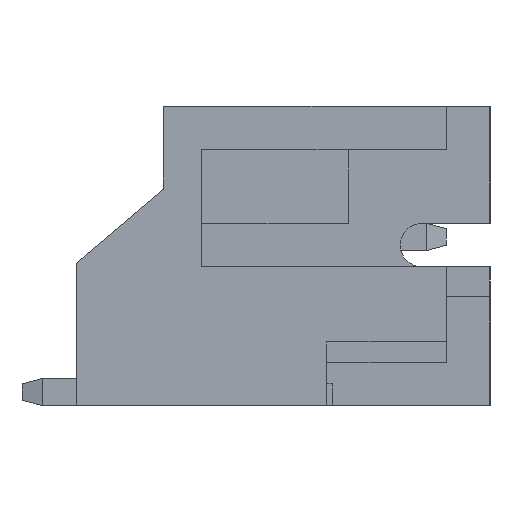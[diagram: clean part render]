
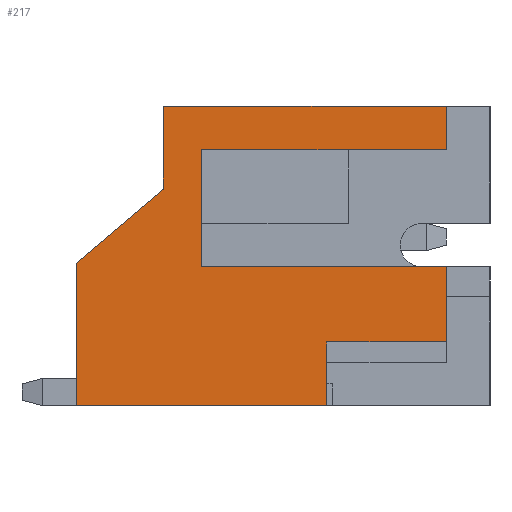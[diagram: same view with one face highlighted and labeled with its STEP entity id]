
A CAD part, left-side view. The second image highlights one B-rep face of the part: STEP entity #217.
In plain terms, the highlighted planar face has unit normal (-1, 0, 0).
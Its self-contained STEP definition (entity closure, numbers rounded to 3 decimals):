
#217=ADVANCED_FACE('',(#4883),#4885,.T.);
#4883=FACE_BOUND('',#4884,.T.);
#4884=EDGE_LOOP('',(#8677,#8678,#8679,#8680,#8681,#8682,#8683,#8684,#8685,#8686,
#8687,#8688));
#4885=PLANE('',#4886);
#4886=AXIS2_PLACEMENT_3D('',#4887,#4888,#4889);
#4887=CARTESIAN_POINT('',(-2.95,0.,0.));
#4888=DIRECTION('',(-1.,0.,0.));
#4889=DIRECTION('',(0.,0.,1.));
#8677=ORIENTED_EDGE('',*,*,#11306,.T.);
#8678=ORIENTED_EDGE('',*,*,#11307,.T.);
#8679=ORIENTED_EDGE('',*,*,#11163,.T.);
#8680=ORIENTED_EDGE('',*,*,#11272,.T.);
#8681=ORIENTED_EDGE('',*,*,#11308,.T.);
#8682=ORIENTED_EDGE('',*,*,#11309,.T.);
#8683=ORIENTED_EDGE('',*,*,#11310,.T.);
#8684=ORIENTED_EDGE('',*,*,#11311,.T.);
#8685=ORIENTED_EDGE('',*,*,#11312,.T.);
#8686=ORIENTED_EDGE('',*,*,#11313,.T.);
#8687=ORIENTED_EDGE('',*,*,#11314,.T.);
#8688=ORIENTED_EDGE('',*,*,#11315,.T.);
#11163=EDGE_CURVE('',#12512,#12510,#12513,.T.);
#11272=EDGE_CURVE('',#12510,#12718,#12720,.T.);
#11306=EDGE_CURVE('',#12778,#12779,#12780,.F.);
#11307=EDGE_CURVE('',#12779,#12512,#12781,.F.);
#11308=EDGE_CURVE('',#12718,#12782,#12783,.T.);
#11309=EDGE_CURVE('',#12782,#12784,#12785,.T.);
#11310=EDGE_CURVE('',#12784,#12786,#12787,.T.);
#11311=EDGE_CURVE('',#12786,#12788,#12789,.F.);
#11312=EDGE_CURVE('',#12788,#12790,#12791,.F.);
#11313=EDGE_CURVE('',#12790,#12792,#12793,.F.);
#11314=EDGE_CURVE('',#12792,#12794,#12795,.F.);
#11315=EDGE_CURVE('',#12794,#12778,#12796,.F.);
#12510=VERTEX_POINT('',#14712);
#12512=VERTEX_POINT('',#14716);
#12513=LINE('',#14717,#14718);
#12718=VERTEX_POINT('',#15139);
#12720=LINE('',#15143,#15144);
#12778=VERTEX_POINT('',#15271);
#12779=VERTEX_POINT('',#15272);
#12780=LINE('',#15273,#15274);
#12781=LINE('',#15276,#15277);
#12782=VERTEX_POINT('',#15279);
#12783=LINE('',#15280,#15281);
#12784=VERTEX_POINT('',#15283);
#12785=LINE('',#15284,#15285);
#12786=VERTEX_POINT('',#15287);
#12787=LINE('',#15288,#15289);
#12788=VERTEX_POINT('',#15291);
#12789=LINE('',#15292,#15293);
#12790=VERTEX_POINT('',#15295);
#12791=LINE('',#15296,#15297);
#12792=VERTEX_POINT('',#15299);
#12793=LINE('',#15300,#15301);
#12794=VERTEX_POINT('',#15303);
#12795=LINE('',#15304,#15305);
#12796=LINE('',#15307,#15308);
#14712=CARTESIAN_POINT('',(-2.95,0.,5.5));
#14716=CARTESIAN_POINT('',(-2.95,-5.2,5.5));
#14717=CARTESIAN_POINT('',(-2.95,-5.2,5.5));
#14718=VECTOR('',#14719,1.);
#14719=DIRECTION('',(0.,1.,0.));
#15139=CARTESIAN_POINT('',(-2.95,0.,3.979));
#15143=CARTESIAN_POINT('',(-2.95,0.,5.5));
#15144=VECTOR('',#15145,1.);
#15145=DIRECTION('',(0.,0.,-1.));
#15271=CARTESIAN_POINT('',(-2.95,-0.7,4.7));
#15272=CARTESIAN_POINT('',(-2.95,-5.2,4.7));
#15273=CARTESIAN_POINT('',(-2.95,-5.2,4.7));
#15274=VECTOR('',#15275,1.);
#15275=DIRECTION('',(0.,1.,0.));
#15276=CARTESIAN_POINT('',(-2.95,-5.2,5.5));
#15277=VECTOR('',#15278,1.);
#15278=DIRECTION('',(0.,0.,-1.));
#15279=CARTESIAN_POINT('',(-2.95,1.6,2.618));
#15280=CARTESIAN_POINT('',(-2.95,0.,3.979));
#15281=VECTOR('',#15282,1.);
#15282=DIRECTION('',(0.,0.762,-0.648));
#15283=CARTESIAN_POINT('',(-2.95,1.6,0.));
#15284=CARTESIAN_POINT('',(-2.95,1.6,2.618));
#15285=VECTOR('',#15286,1.);
#15286=DIRECTION('',(0.,0.,-1.));
#15287=CARTESIAN_POINT('',(-2.95,-3.,0.));
#15288=CARTESIAN_POINT('',(-2.95,1.6,0.));
#15289=VECTOR('',#15290,1.);
#15290=DIRECTION('',(0.,-1.,0.));
#15291=CARTESIAN_POINT('',(-2.95,-3.,1.17));
#15292=CARTESIAN_POINT('',(-2.95,-3.,1.17));
#15293=VECTOR('',#15294,1.);
#15294=DIRECTION('',(0.,0.,-1.));
#15295=CARTESIAN_POINT('',(-2.95,-5.2,1.17));
#15296=CARTESIAN_POINT('',(-2.95,-5.2,1.17));
#15297=VECTOR('',#15298,1.);
#15298=DIRECTION('',(0.,1.,0.));
#15299=CARTESIAN_POINT('',(-2.95,-5.2,2.55));
#15300=CARTESIAN_POINT('',(-2.95,-5.2,2.55));
#15301=VECTOR('',#15302,1.);
#15302=DIRECTION('',(0.,0.,-1.));
#15303=CARTESIAN_POINT('',(-2.95,-0.7,2.55));
#15304=CARTESIAN_POINT('',(-2.95,-0.7,2.55));
#15305=VECTOR('',#15306,1.);
#15306=DIRECTION('',(0.,-1.,0.));
#15307=CARTESIAN_POINT('',(-2.95,-0.7,4.7));
#15308=VECTOR('',#15309,1.);
#15309=DIRECTION('',(0.,0.,-1.));
